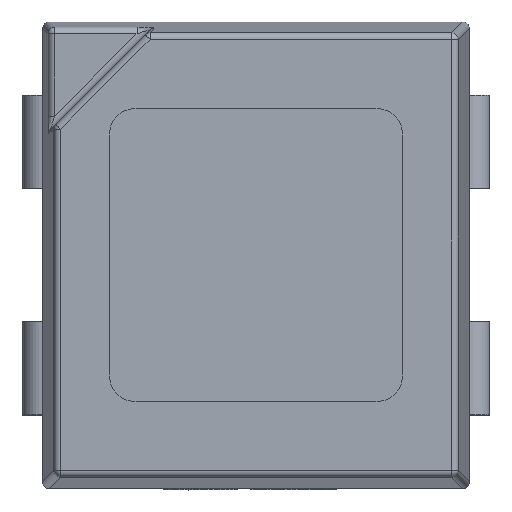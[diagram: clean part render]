
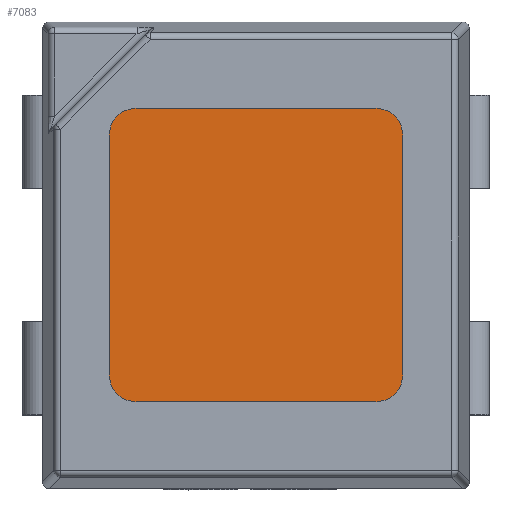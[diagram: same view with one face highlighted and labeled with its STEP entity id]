
A CAD part, top view. The second image highlights one B-rep face of the part: STEP entity #7083.
In plain terms, the highlighted planar face has unit normal (0, 0, 1).
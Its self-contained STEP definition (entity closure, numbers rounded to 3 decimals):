
#270 = CIRCLE ( 'NONE', #10870, 0.2 ) ;
#929 = VERTEX_POINT ( 'NONE', #8798 ) ;
#1073 = DIRECTION ( 'NONE',  ( -1., 0., 0. ) ) ;
#1366 = AXIS2_PLACEMENT_3D ( 'NONE', #1944, #14851, #6377 ) ;
#1385 = VERTEX_POINT ( 'NONE', #1447 ) ;
#1447 = CARTESIAN_POINT ( 'NONE',  ( 0.9, -1.1, 1.9 ) ) ;
#1522 = LINE ( 'NONE', #7111, #8431 ) ;
#1944 = CARTESIAN_POINT ( 'NONE',  ( 0.9, -0.9, 1.9 ) ) ;
#1996 = CARTESIAN_POINT ( 'NONE',  ( 0., 0., 1.9 ) ) ;
#2208 = DIRECTION ( 'NONE',  ( -1., 0., 0. ) ) ;
#2438 = EDGE_CURVE ( 'NONE', #17847, #14004, #1522, .T. ) ;
#2457 = EDGE_CURVE ( 'NONE', #12054, #14643, #270, .T. ) ;
#2464 = CARTESIAN_POINT ( 'NONE',  ( 1.1, -1.1, 1.9 ) ) ;
#2560 = LINE ( 'NONE', #2464, #11776 ) ;
#2575 = LINE ( 'NONE', #12344, #12403 ) ;
#2999 = AXIS2_PLACEMENT_3D ( 'NONE', #5295, #9693, #2208 ) ;
#3422 = DIRECTION ( 'NONE',  ( 0., 0., -1. ) ) ;
#3799 = CIRCLE ( 'NONE', #17144, 0.2 ) ;
#3819 = ORIENTED_EDGE ( 'NONE', *, *, #5216, .T. ) ;
#4198 = EDGE_LOOP ( 'NONE', ( #7318, #14508, #3819, #13861, #15883, #14413, #18655, #10927 ) ) ;
#4748 = EDGE_CURVE ( 'NONE', #1385, #8768, #8321, .T. ) ;
#5216 = EDGE_CURVE ( 'NONE', #929, #1385, #13167, .T. ) ;
#5295 = CARTESIAN_POINT ( 'NONE',  ( -0.9, 0.9, 1.9 ) ) ;
#5388 = CARTESIAN_POINT ( 'NONE',  ( -0.9, -0.9, 1.9 ) ) ;
#5746 = CARTESIAN_POINT ( 'NONE',  ( 1.1, 0.9, 1.9 ) ) ;
#5827 = EDGE_CURVE ( 'NONE', #12527, #17847, #13600, .T. ) ;
#6377 = DIRECTION ( 'NONE',  ( -1., 0., 0. ) ) ;
#6864 = CARTESIAN_POINT ( 'NONE',  ( 0.9, 1.1, 1.9 ) ) ;
#6924 = EDGE_CURVE ( 'NONE', #14643, #12527, #2575, .T. ) ;
#7083 = ADVANCED_FACE ( 'NONE', ( #16532 ), #9304, .F. ) ;
#7111 = CARTESIAN_POINT ( 'NONE',  ( -1.1, -1.1, 1.9 ) ) ;
#7318 = ORIENTED_EDGE ( 'NONE', *, *, #2438, .T. ) ;
#7396 = DIRECTION ( 'NONE',  ( 0., 0., 1. ) ) ;
#8321 = CIRCLE ( 'NONE', #1366, 0.2 ) ;
#8338 = DIRECTION ( 'NONE',  ( -1., 0., 0. ) ) ;
#8431 = VECTOR ( 'NONE', #11657, 1000. ) ;
#8529 = DIRECTION ( 'NONE',  ( 0., 0., 1. ) ) ;
#8768 = VERTEX_POINT ( 'NONE', #16194 ) ;
#8798 = CARTESIAN_POINT ( 'NONE',  ( -0.9, -1.1, 1.9 ) ) ;
#8890 = CARTESIAN_POINT ( 'NONE',  ( -0.9, 1.1, 1.9 ) ) ;
#8906 = DIRECTION ( 'NONE',  ( 1., 0., 0. ) ) ;
#9072 = EDGE_CURVE ( 'NONE', #14004, #929, #3799, .T. ) ;
#9304 = PLANE ( 'NONE',  #11499 ) ;
#9693 = DIRECTION ( 'NONE',  ( 0., 0., 1. ) ) ;
#10528 = CARTESIAN_POINT ( 'NONE',  ( -1.1, -1.1, 1.9 ) ) ;
#10870 = AXIS2_PLACEMENT_3D ( 'NONE', #17092, #8529, #8338 ) ;
#10927 = ORIENTED_EDGE ( 'NONE', *, *, #5827, .T. ) ;
#11499 = AXIS2_PLACEMENT_3D ( 'NONE', #1996, #3422, #13278 ) ;
#11657 = DIRECTION ( 'NONE',  ( 0., -1., 0. ) ) ;
#11734 = CARTESIAN_POINT ( 'NONE',  ( -1.1, -0.9, 1.9 ) ) ;
#11776 = VECTOR ( 'NONE', #12690, 1000. ) ;
#12054 = VERTEX_POINT ( 'NONE', #5746 ) ;
#12344 = CARTESIAN_POINT ( 'NONE',  ( -1.1, 1.1, 1.9 ) ) ;
#12403 = VECTOR ( 'NONE', #16730, 1000. ) ;
#12527 = VERTEX_POINT ( 'NONE', #8890 ) ;
#12690 = DIRECTION ( 'NONE',  ( 0., 1., 0. ) ) ;
#12763 = EDGE_CURVE ( 'NONE', #8768, #12054, #2560, .T. ) ;
#13167 = LINE ( 'NONE', #10528, #14720 ) ;
#13278 = DIRECTION ( 'NONE',  ( -1., 0., 0. ) ) ;
#13600 = CIRCLE ( 'NONE', #2999, 0.2 ) ;
#13861 = ORIENTED_EDGE ( 'NONE', *, *, #4748, .T. ) ;
#14004 = VERTEX_POINT ( 'NONE', #11734 ) ;
#14413 = ORIENTED_EDGE ( 'NONE', *, *, #2457, .T. ) ;
#14508 = ORIENTED_EDGE ( 'NONE', *, *, #9072, .T. ) ;
#14643 = VERTEX_POINT ( 'NONE', #6864 ) ;
#14720 = VECTOR ( 'NONE', #8906, 1000. ) ;
#14851 = DIRECTION ( 'NONE',  ( 0., 0., 1. ) ) ;
#15883 = ORIENTED_EDGE ( 'NONE', *, *, #12763, .T. ) ;
#16194 = CARTESIAN_POINT ( 'NONE',  ( 1.1, -0.9, 1.9 ) ) ;
#16532 = FACE_OUTER_BOUND ( 'NONE', #4198, .T. ) ;
#16730 = DIRECTION ( 'NONE',  ( -1., 0., 0. ) ) ;
#17032 = CARTESIAN_POINT ( 'NONE',  ( -1.1, 0.9, 1.9 ) ) ;
#17092 = CARTESIAN_POINT ( 'NONE',  ( 0.9, 0.9, 1.9 ) ) ;
#17144 = AXIS2_PLACEMENT_3D ( 'NONE', #5388, #7396, #1073 ) ;
#17847 = VERTEX_POINT ( 'NONE', #17032 ) ;
#18655 = ORIENTED_EDGE ( 'NONE', *, *, #6924, .T. ) ;
